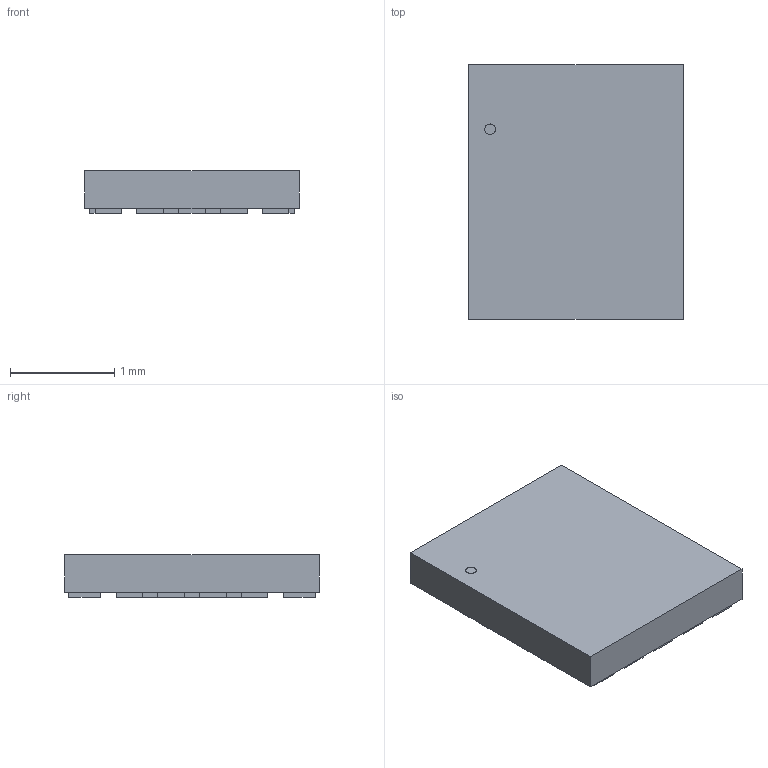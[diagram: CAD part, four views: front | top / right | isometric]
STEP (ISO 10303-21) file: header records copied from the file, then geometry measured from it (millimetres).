
FILE_DESCRIPTION(('STEP AP214'),'1');
FILE_NAME('DHX2QFN18_SOT1442-1_NXP','2023-10-13T02:54:42',(''),(''),'','','');
FILE_SCHEMA(('AUTOMOTIVE_DESIGN'));
Length unit declared in the file: millimetre
Products named in the file (1): product
Bounding box: 2.06 x 2.44 x 0.41 mm (x, y, z)
Volume: 1.9 mm3; surface area: 20.3 mm2
Topology: 21 solids, 21 shells, 123 faces, 243 edges, 162 vertices
Faces by surface type: plane 122, cylinder 1
Full cylindrical faces by diameter (mm): 0.103 x1
Entity records: 3109 total; most frequent: DIRECTION 494, ORIENTED_EDGE 484, CARTESIAN_POINT 289, EDGE_CURVE 242, LINE 240, VECTOR 240, VERTEX_POINT 162, AXIS2_PLACEMENT_3D 127
